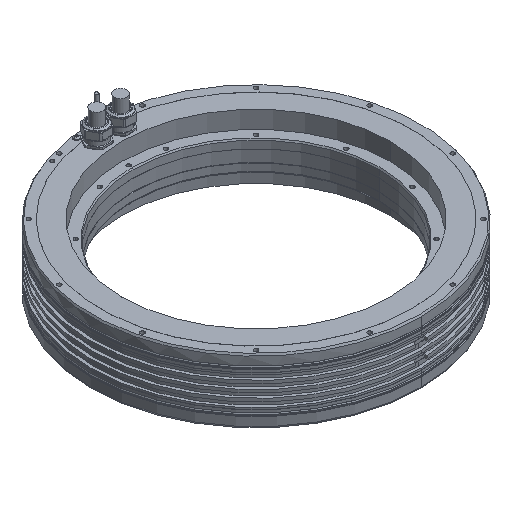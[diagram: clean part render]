
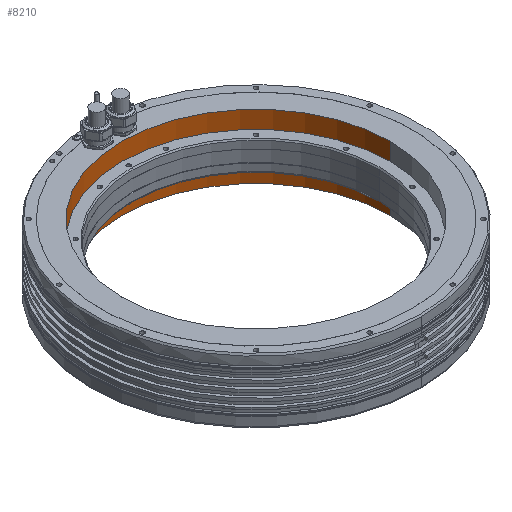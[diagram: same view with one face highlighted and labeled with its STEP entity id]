
A CAD part, isometric view. The second image highlights one B-rep face of the part: STEP entity #8210.
In plain terms, the highlighted cylindrical face has radius 229.54 mm (diameter 459.08 mm), a partial arc.
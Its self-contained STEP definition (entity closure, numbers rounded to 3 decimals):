
#1303=CARTESIAN_POINT('',(0.,0.,-109.85));
#1304=DIRECTION('',(0.,0.,-1.));
#1305=DIRECTION('',(-1.,0.,0.));
#1306=AXIS2_PLACEMENT_3D('',#1303,#1304,#1305);
#1308=DIRECTION('',(0.,0.,1.));
#1309=VECTOR('',#1308,109.7);
#1310=CARTESIAN_POINT('',(229.54,0.,-109.85));
#1311=LINE('',#1310,#1309);
#1312=DIRECTION('',(0.,0.,1.));
#1313=VECTOR('',#1312,109.7);
#1314=CARTESIAN_POINT('',(-229.54,0.,-109.85));
#1315=LINE('',#1314,#1313);
#1441=CARTESIAN_POINT('',(0.,0.,-0.15));
#1442=DIRECTION('',(0.,0.,1.));
#1443=DIRECTION('',(1.,0.,0.));
#1444=AXIS2_PLACEMENT_3D('',#1441,#1442,#1443);
#5392=CARTESIAN_POINT('',(229.54,0.,-109.85));
#5393=CARTESIAN_POINT('',(-229.54,0.,-109.85));
#5394=VERTEX_POINT('',#5392);
#5395=VERTEX_POINT('',#5393);
#5396=CARTESIAN_POINT('',(229.54,0.,-0.15));
#5397=VERTEX_POINT('',#5396);
#5398=CARTESIAN_POINT('',(-229.54,0.,-0.15));
#5399=VERTEX_POINT('',#5398);
#8198=CARTESIAN_POINT('',(0.,0.,0.));
#8199=DIRECTION('',(0.,0.,1.));
#8200=DIRECTION('',(1.,0.,0.));
#8201=AXIS2_PLACEMENT_3D('',#8198,#8199,#8200);
#8202=CYLINDRICAL_SURFACE('',#8201,229.54);
#8203=ORIENTED_EDGE('',*,*,#8164,.F.);
#8204=ORIENTED_EDGE('',*,*,#8186,.T.);
#8206=ORIENTED_EDGE('',*,*,#8205,.F.);
#8207=ORIENTED_EDGE('',*,*,#8182,.F.);
#8208=EDGE_LOOP('',(#8203,#8204,#8206,#8207));
#8209=FACE_OUTER_BOUND('',#8208,.F.);
#8210=ADVANCED_FACE('',(#8209),#8202,.F.);
#1307=CIRCLE('',#1306,229.54);
#1445=CIRCLE('',#1444,229.54);
#8164=EDGE_CURVE('',#5395,#5394,#1307,.T.);
#8182=EDGE_CURVE('',#5394,#5397,#1311,.T.);
#8186=EDGE_CURVE('',#5395,#5399,#1315,.T.);
#8205=EDGE_CURVE('',#5397,#5399,#1445,.T.);
